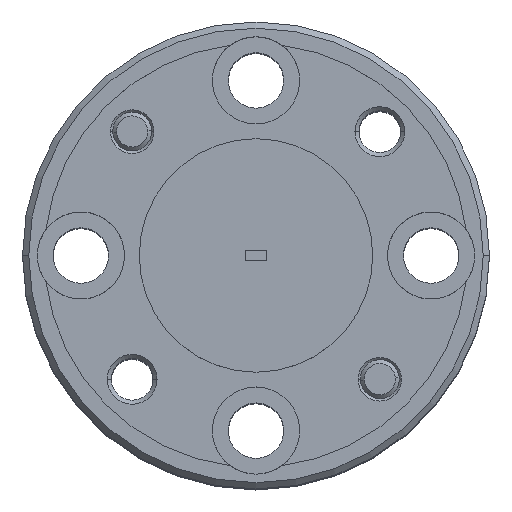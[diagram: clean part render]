
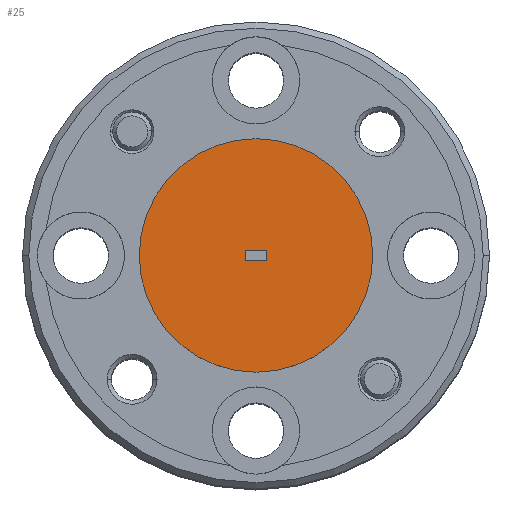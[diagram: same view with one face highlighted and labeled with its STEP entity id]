
A CAD part, top view. The second image highlights one B-rep face of the part: STEP entity #25.
In plain terms, the highlighted planar face has unit normal (0, 0, 1).
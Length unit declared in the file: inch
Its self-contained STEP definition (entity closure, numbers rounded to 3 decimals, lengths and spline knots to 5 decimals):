
#25 = ADVANCED_FACE ( 'NONE', ( #2653, #891 ), #2034, .T. ) ;
#126 = EDGE_CURVE ( 'NONE', #3768, #3672, #2395, .T. ) ;
#155 = AXIS2_PLACEMENT_3D ( 'NONE', #3019, #4038, #1301 ) ;
#187 = EDGE_LOOP ( 'NONE', ( #4121, #4184 ) ) ;
#192 = EDGE_CURVE ( 'NONE', #2588, #3160, #2843, .T. ) ;
#427 = LINE ( 'NONE', #3375, #3445 ) ;
#544 = ORIENTED_EDGE ( 'NONE', *, *, #2650, .F. ) ;
#609 = EDGE_CURVE ( 'NONE', #3160, #2588, #2635, .T. ) ;
#734 = CARTESIAN_POINT ( 'NONE',  ( 0., 0., 0. ) ) ;
#891 = FACE_OUTER_BOUND ( 'NONE', #187, .T. ) ;
#894 = VERTEX_POINT ( 'NONE', #3809 ) ;
#1158 = CARTESIAN_POINT ( 'NONE',  ( 0., 0., 0. ) ) ;
#1301 = DIRECTION ( 'NONE',  ( 1., 0., 0. ) ) ;
#1333 = CARTESIAN_POINT ( 'NONE',  ( -0.017, 0.0085, 0. ) ) ;
#1497 = EDGE_CURVE ( 'NONE', #3672, #894, #3510, .T. ) ;
#1560 = DIRECTION ( 'NONE',  ( 0., 1., 0. ) ) ;
#1719 = CARTESIAN_POINT ( 'NONE',  ( -0.017, 0.0085, 0. ) ) ;
#1776 = ORIENTED_EDGE ( 'NONE', *, *, #4132, .F. ) ;
#1798 = CARTESIAN_POINT ( 'NONE',  ( 0.017, -0.0085, 0. ) ) ;
#1889 = VECTOR ( 'NONE', #4324, 39.37008 ) ;
#1899 = CARTESIAN_POINT ( 'NONE',  ( 0.017, 0.0085, 0. ) ) ;
#1905 = CARTESIAN_POINT ( 'NONE',  ( -0.1875, 0., 0. ) ) ;
#2034 = PLANE ( 'NONE',  #155 ) ;
#2046 = AXIS2_PLACEMENT_3D ( 'NONE', #1158, #2547, #2575 ) ;
#2097 = VERTEX_POINT ( 'NONE', #1798 ) ;
#2110 = VECTOR ( 'NONE', #3102, 39.37008 ) ;
#2160 = DIRECTION ( 'NONE',  ( 1., 0., 0. ) ) ;
#2218 = CARTESIAN_POINT ( 'NONE',  ( -0.017, -0.0085, 0. ) ) ;
#2236 = LINE ( 'NONE', #2218, #1889 ) ;
#2395 = LINE ( 'NONE', #1719, #2110 ) ;
#2461 = DIRECTION ( 'NONE',  ( 0., -1., 0. ) ) ;
#2547 = DIRECTION ( 'NONE',  ( 0., 0., 1. ) ) ;
#2557 = ORIENTED_EDGE ( 'NONE', *, *, #126, .F. ) ;
#2575 = DIRECTION ( 'NONE',  ( 1., 0., 0. ) ) ;
#2588 = VERTEX_POINT ( 'NONE', #1905 ) ;
#2635 = CIRCLE ( 'NONE', #3212, 0.1875 ) ;
#2650 = EDGE_CURVE ( 'NONE', #894, #2097, #2236, .T. ) ;
#2653 = FACE_BOUND ( 'NONE', #2723, .T. ) ;
#2723 = EDGE_LOOP ( 'NONE', ( #1776, #544, #3176, #2557 ) ) ;
#2843 = CIRCLE ( 'NONE', #2046, 0.1875 ) ;
#2967 = CARTESIAN_POINT ( 'NONE',  ( -0.017, 0.0085, 0. ) ) ;
#3019 = CARTESIAN_POINT ( 'NONE',  ( 0., 0., 0. ) ) ;
#3035 = CARTESIAN_POINT ( 'NONE',  ( 0.1875, 0., 0. ) ) ;
#3102 = DIRECTION ( 'NONE',  ( -1., 0., 0. ) ) ;
#3160 = VERTEX_POINT ( 'NONE', #3035 ) ;
#3176 = ORIENTED_EDGE ( 'NONE', *, *, #1497, .F. ) ;
#3212 = AXIS2_PLACEMENT_3D ( 'NONE', #734, #4290, #2160 ) ;
#3375 = CARTESIAN_POINT ( 'NONE',  ( 0.017, 0.0085, 0. ) ) ;
#3439 = VECTOR ( 'NONE', #2461, 39.37008 ) ;
#3445 = VECTOR ( 'NONE', #1560, 39.37008 ) ;
#3510 = LINE ( 'NONE', #2967, #3439 ) ;
#3672 = VERTEX_POINT ( 'NONE', #1333 ) ;
#3768 = VERTEX_POINT ( 'NONE', #1899 ) ;
#3809 = CARTESIAN_POINT ( 'NONE',  ( -0.017, -0.0085, 0. ) ) ;
#4038 = DIRECTION ( 'NONE',  ( 0., 0., 1. ) ) ;
#4121 = ORIENTED_EDGE ( 'NONE', *, *, #609, .T. ) ;
#4132 = EDGE_CURVE ( 'NONE', #2097, #3768, #427, .T. ) ;
#4184 = ORIENTED_EDGE ( 'NONE', *, *, #192, .T. ) ;
#4290 = DIRECTION ( 'NONE',  ( 0., 0., 1. ) ) ;
#4324 = DIRECTION ( 'NONE',  ( 1., 0., 0. ) ) ;
